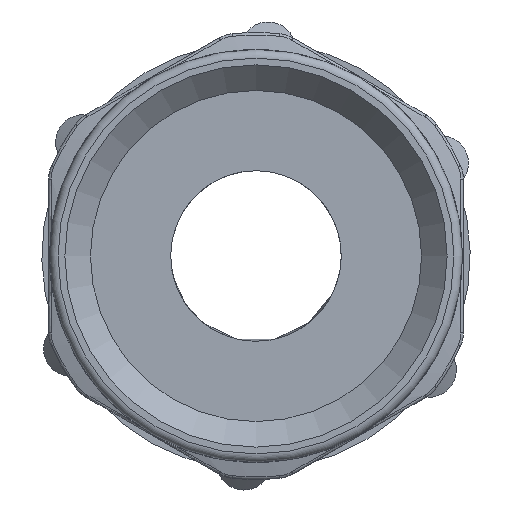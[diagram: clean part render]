
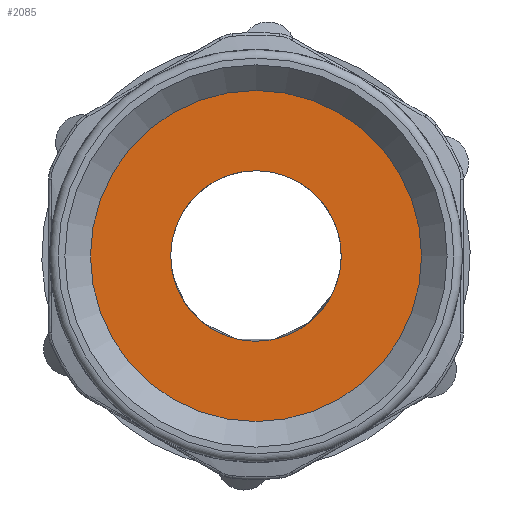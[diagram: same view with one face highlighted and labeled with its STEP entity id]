
A CAD part, front view. The second image highlights one B-rep face of the part: STEP entity #2085.
In plain terms, the highlighted planar face has unit normal (0, -1, 0).
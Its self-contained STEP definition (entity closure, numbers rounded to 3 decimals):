
#395=FACE_BOUND('',#558,.T.);
#401=PLANE('',#2245);
#422=FACE_OUTER_BOUND('',#557,.T.);
#557=EDGE_LOOP('',(#1417));
#558=EDGE_LOOP('',(#1418));
#769=CIRCLE('',#2246,9.7);
#770=CIRCLE('',#2247,5.);
#896=VERTEX_POINT('',#2901);
#897=VERTEX_POINT('',#2903);
#1092=EDGE_CURVE('',#896,#896,#769,.T.);
#1093=EDGE_CURVE('',#897,#897,#770,.T.);
#1417=ORIENTED_EDGE('',*,*,#1092,.F.);
#1418=ORIENTED_EDGE('',*,*,#1093,.T.);
#2085=ADVANCED_FACE('',(#422,#395),#401,.F.);
#2245=AXIS2_PLACEMENT_3D('',#2900,#2457,#2458);
#2246=AXIS2_PLACEMENT_3D('',#2902,#2459,#2460);
#2247=AXIS2_PLACEMENT_3D('',#2904,#2461,#2462);
#2457=DIRECTION('center_axis',(0.,1.,0.));
#2458=DIRECTION('ref_axis',(0.,0.,1.));
#2459=DIRECTION('center_axis',(0.,1.,0.));
#2460=DIRECTION('ref_axis',(1.,0.,0.));
#2461=DIRECTION('center_axis',(0.,1.,0.));
#2462=DIRECTION('ref_axis',(1.,0.,0.));
#2900=CARTESIAN_POINT('Origin',(0.,10.7,0.));
#2901=CARTESIAN_POINT('',(9.7,10.7,0.));
#2902=CARTESIAN_POINT('Origin',(0.,10.7,0.));
#2903=CARTESIAN_POINT('',(-0.047,10.7,-5.));
#2904=CARTESIAN_POINT('Origin',(0.,10.7,0.));
